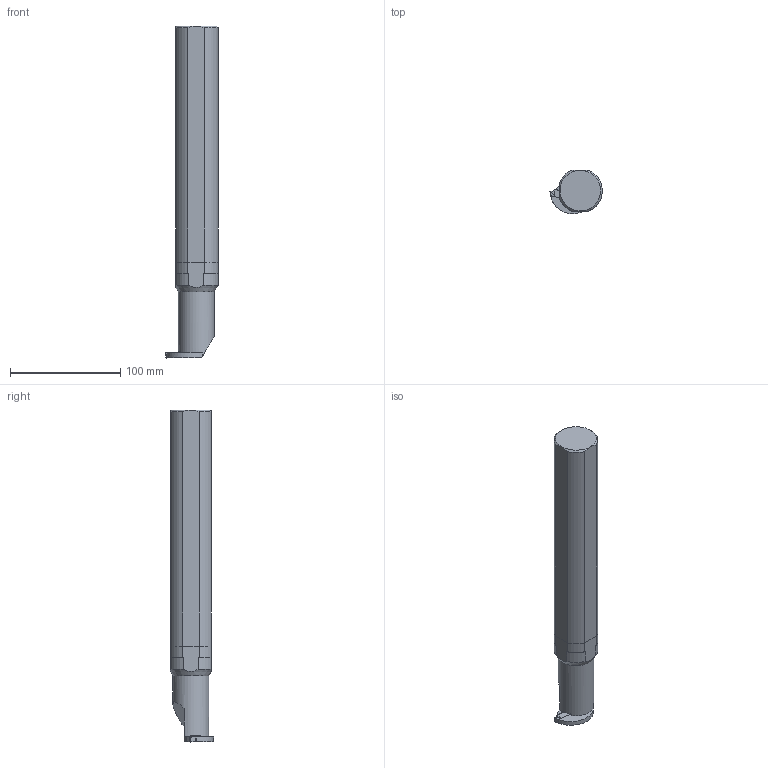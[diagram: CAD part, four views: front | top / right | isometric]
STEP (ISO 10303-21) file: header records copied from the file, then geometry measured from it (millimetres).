
FILE_DESCRIPTION(/* description */ (''),/* implementation_level */ '2;1');
FILE_NAME(/* name */ 'A40T-CGGR05.stp',/* time_stamp */ '2018-03-29T15:44:51+05:00',/* author */ (''),/* organization */ (''),/* preprocessor_version */ 'ST-DEVELOPER v16',/* originating_system */ 'SIEMENS PLM Software NX 11.0',/* authorisation */ '');
FILE_SCHEMA (('AUTOMOTIVE_DESIGN { 1 0 10303 214 3 1 1 1 }'));
Length unit declared in the file: millimetre
Products named in the file (1): inpu6439g2j7
Bounding box: 47.69 x 39 x 301 mm (x, y, z)
Volume: 333047.8 mm3; surface area: 40869.8 mm2
Topology: 3 solids, 3 shells, 70 faces, 189 edges, 125 vertices
Faces by surface type: plane 52, cylinder 16, cone 2
Full cylindrical faces by diameter (mm): 32.5 x1
Entity records: 2242 total; most frequent: CARTESIAN_POINT 409, DIRECTION 370, ORIENTED_EDGE 366, EDGE_CURVE 183, LINE 132, VECTOR 132, VERTEX_POINT 122, AXIS2_PLACEMENT_3D 119
